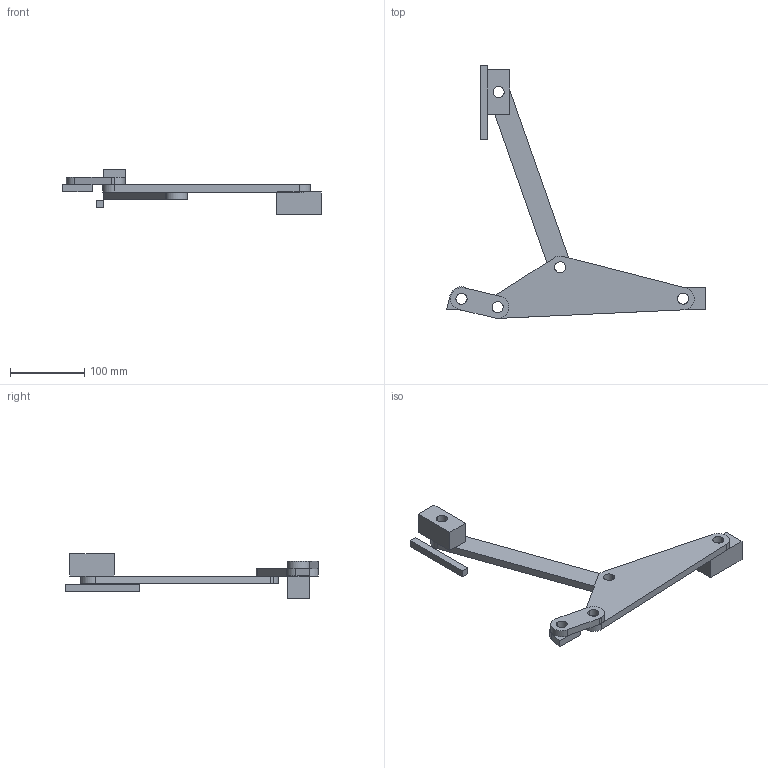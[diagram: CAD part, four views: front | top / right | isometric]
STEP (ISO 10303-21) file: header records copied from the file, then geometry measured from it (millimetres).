
FILE_DESCRIPTION (( 'STEP AP203' ), '1' );
FILE_NAME ('Assem1.STEP', '2022-06-26T12:56:08', ( '' ), ( '' ), 'SwSTEP 2.0', 'SolidWorks 2020', '' );
FILE_SCHEMA (( 'CONFIG_CONTROL_DESIGN' ));
Length unit declared in the file: millimetre
Products named in the file (7): Link2; Assem1; Link3; Link5; Rev ground; Ground; Slider
Assembly tree (7 placements, depth 2):
  Assem1
    Link3
    Link2
    Link5
    Slider  x2
    Rev ground
    Ground
Bounding box: 348.39 x 340.47 x 60 mm (x, y, z)
Volume: 354595 mm3; surface area: 92778.6 mm2
Topology: 7 solids, 7 shells, 67 faces, 159 edges, 106 vertices
Faces by surface type: plane 36, cylinder 31
Entity records: 2542 total; most frequent: DIRECTION 337, CARTESIAN_POINT 304, ORIENTED_EDGE 282, EDGE_CURVE 141, AXIS2_PLACEMENT_3D 127, VERTEX_POINT 94, VECTOR 83, LINE 83
